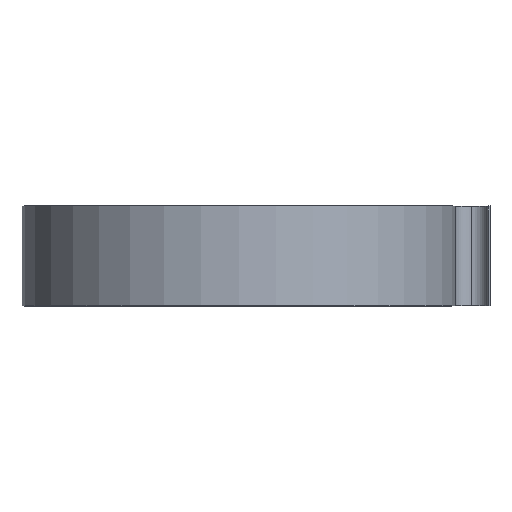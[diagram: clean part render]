
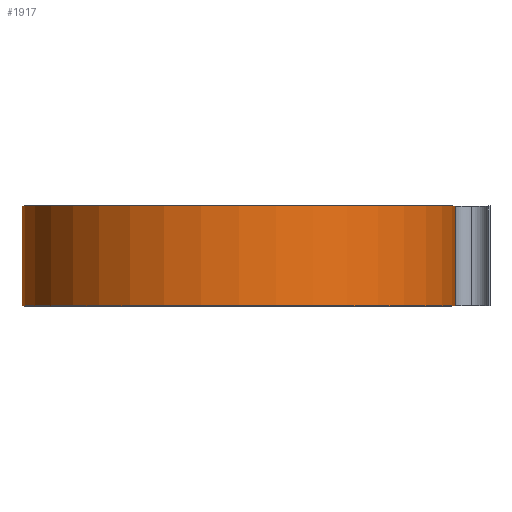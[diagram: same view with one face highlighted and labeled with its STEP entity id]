
A CAD part, top view. The second image highlights one B-rep face of the part: STEP entity #1917.
In plain terms, the highlighted cylindrical face has radius 26 mm (diameter 52 mm), a partial arc.
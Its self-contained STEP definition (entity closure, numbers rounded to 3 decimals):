
#484 = VERTEX_POINT ( 'NONE', #2554 ) ;
#1056 = VECTOR ( 'NONE', #1821, 1000. ) ;
#1217 = DIRECTION ( 'NONE',  ( 1., 0., 0. ) ) ;
#1306 = CARTESIAN_POINT ( 'NONE',  ( 0., 12., 0. ) ) ;
#1601 = VERTEX_POINT ( 'NONE', #5089 ) ;
#1821 = DIRECTION ( 'NONE',  ( 0., -1., 0. ) ) ;
#1917 = ADVANCED_FACE ( 'NONE', ( #1949 ), #6068, .T. ) ;
#1949 = FACE_OUTER_BOUND ( 'NONE', #4827, .T. ) ;
#2113 = VERTEX_POINT ( 'NONE', #5862 ) ;
#2305 = AXIS2_PLACEMENT_3D ( 'NONE', #2361, #3954, #2487 ) ;
#2361 = CARTESIAN_POINT ( 'NONE',  ( 0., 12., 0. ) ) ;
#2399 = CARTESIAN_POINT ( 'NONE',  ( -26., 12., 0. ) ) ;
#2414 = CARTESIAN_POINT ( 'NONE',  ( 0., 0., 0. ) ) ;
#2487 = DIRECTION ( 'NONE',  ( 0., 0., -1. ) ) ;
#2554 = CARTESIAN_POINT ( 'NONE',  ( 26., 12., 0. ) ) ;
#2563 = AXIS2_PLACEMENT_3D ( 'NONE', #2414, #4500, #1217 ) ;
#3195 = EDGE_CURVE ( 'NONE', #2113, #484, #3389, .T. ) ;
#3389 = CIRCLE ( 'NONE', #5136, 26. ) ;
#3865 = ORIENTED_EDGE ( 'NONE', *, *, #4060, .T. ) ;
#3954 = DIRECTION ( 'NONE',  ( 0., -1., 0. ) ) ;
#4060 = EDGE_CURVE ( 'NONE', #6243, #1601, #4190, .T. ) ;
#4181 = DIRECTION ( 'NONE',  ( 0., -1., 0. ) ) ;
#4190 = CIRCLE ( 'NONE', #2563, 26. ) ;
#4221 = LINE ( 'NONE', #4255, #4419 ) ;
#4252 = EDGE_CURVE ( 'NONE', #484, #1601, #4221, .T. ) ;
#4255 = CARTESIAN_POINT ( 'NONE',  ( 26., 12., 0. ) ) ;
#4378 = DIRECTION ( 'NONE',  ( 0., 1., 0. ) ) ;
#4388 = CARTESIAN_POINT ( 'NONE',  ( -26., 0., 0. ) ) ;
#4419 = VECTOR ( 'NONE', #4181, 1000. ) ;
#4500 = DIRECTION ( 'NONE',  ( 0., 1., 0. ) ) ;
#4827 = EDGE_LOOP ( 'NONE', ( #3865, #6565, #6047, #6180 ) ) ;
#4877 = LINE ( 'NONE', #2399, #1056 ) ;
#5033 = EDGE_CURVE ( 'NONE', #2113, #6243, #4877, .T. ) ;
#5089 = CARTESIAN_POINT ( 'NONE',  ( 26., 0., 0. ) ) ;
#5136 = AXIS2_PLACEMENT_3D ( 'NONE', #1306, #4378, #5422 ) ;
#5422 = DIRECTION ( 'NONE',  ( 1., 0., 0. ) ) ;
#5862 = CARTESIAN_POINT ( 'NONE',  ( -26., 12., 0. ) ) ;
#6047 = ORIENTED_EDGE ( 'NONE', *, *, #3195, .F. ) ;
#6068 = CYLINDRICAL_SURFACE ( 'NONE', #2305, 26. ) ;
#6180 = ORIENTED_EDGE ( 'NONE', *, *, #5033, .T. ) ;
#6243 = VERTEX_POINT ( 'NONE', #4388 ) ;
#6565 = ORIENTED_EDGE ( 'NONE', *, *, #4252, .F. ) ;
